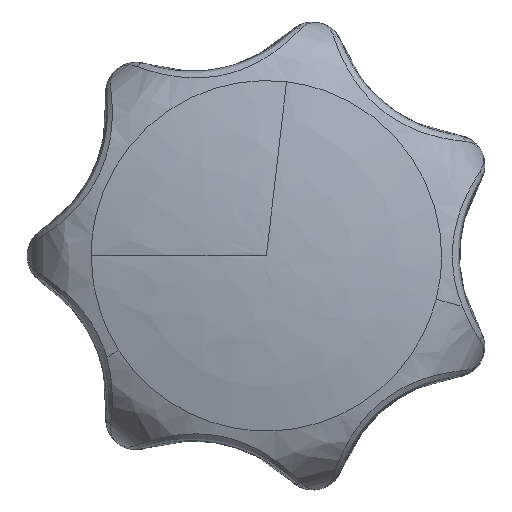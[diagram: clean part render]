
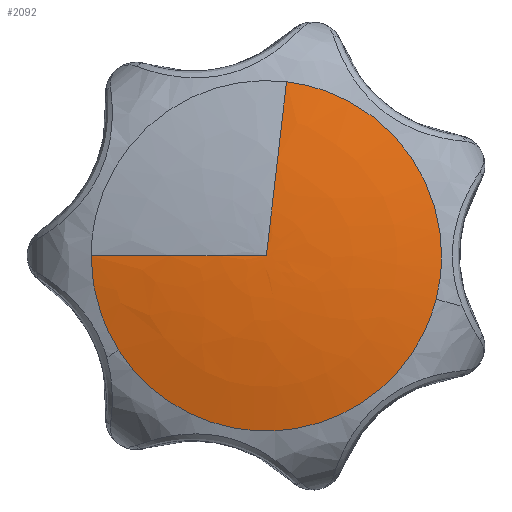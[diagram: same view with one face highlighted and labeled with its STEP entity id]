
A CAD part, top view. The second image highlights one B-rep face of the part: STEP entity #2092.
In plain terms, the highlighted free-form (B-spline) face has degree [2, 2] with [3, 7] control points.
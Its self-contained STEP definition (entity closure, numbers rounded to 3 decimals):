
#1078=CARTESIAN_POINT('',(-19.459,-12.396,37.382));
#1079=VERTEX_POINT('',#1078);
#1080=CARTESIAN_POINT('',(22.347,-5.738,37.382));
#1081=VERTEX_POINT('',#1080);
#1082=CARTESIAN_POINT('',(-19.459,-12.396,37.382));
#1083=CARTESIAN_POINT('',(-12.658,-23.072,37.382));
#1084=CARTESIAN_POINT('',(0.,-23.072,37.382));
#1085=CARTESIAN_POINT('',(17.897,-23.072,37.382));
#1086=CARTESIAN_POINT('',(22.347,-5.738,37.382));
#1094=(BOUNDED_CURVE()B_SPLINE_CURVE(2,(#1082,#1083,#1084,#1085,#1086),.UNSPECIFIED.,.F.,.U.)B_SPLINE_CURVE_WITH_KNOTS((3,2,3),(0.092,0.25,0.458),.UNSPECIFIED.)CURVE()GEOMETRIC_REPRESENTATION_ITEM()RATIONAL_B_SPLINE_CURVE((0.864,0.815,1.0,0.757,0.917))REPRESENTATION_ITEM(''));
#1095=EDGE_CURVE('',#1079,#1081,#1094,.T.);
#1485=CARTESIAN_POINT('',(-23.072,0.0,37.382));
#1486=VERTEX_POINT('',#1485);
#1487=CARTESIAN_POINT('',(-23.072,0.0,37.382));
#1488=CARTESIAN_POINT('',(-23.072,-6.725,37.382));
#1489=CARTESIAN_POINT('',(-19.459,-12.396,37.382));
#1497=(BOUNDED_CURVE()B_SPLINE_CURVE(2,(#1487,#1488,#1489),.UNSPECIFIED.,.F.,.U.)B_SPLINE_CURVE_WITH_KNOTS((3,3),(0.0,0.092),.UNSPECIFIED.)CURVE()GEOMETRIC_REPRESENTATION_ITEM()RATIONAL_B_SPLINE_CURVE((1.0,0.892,0.864))REPRESENTATION_ITEM(''));
#1498=EDGE_CURVE('',#1486,#1079,#1497,.T.);
#1500=CARTESIAN_POINT('',(2.664,22.918,37.382));
#1501=VERTEX_POINT('',#1500);
#1517=CARTESIAN_POINT('',(23.072,0.0,37.382));
#1518=VERTEX_POINT('',#1517);
#1519=CARTESIAN_POINT('',(23.072,0.0,37.382));
#1520=CARTESIAN_POINT('',(23.072,20.546,37.382));
#1521=CARTESIAN_POINT('',(2.664,22.918,37.382));
#1529=(BOUNDED_CURVE()B_SPLINE_CURVE(2,(#1519,#1520,#1521),.UNSPECIFIED.,.F.,.U.)B_SPLINE_CURVE_WITH_KNOTS((3,3),(0.5,0.73),.UNSPECIFIED.)CURVE()GEOMETRIC_REPRESENTATION_ITEM()RATIONAL_B_SPLINE_CURVE((1.0,0.731,0.957))REPRESENTATION_ITEM(''));
#1530=EDGE_CURVE('',#1518,#1501,#1529,.T.);
#1532=CARTESIAN_POINT('',(22.347,-5.738,37.382));
#1533=CARTESIAN_POINT('',(23.072,-2.915,37.382));
#1534=CARTESIAN_POINT('',(23.072,0.0,37.382));
#1542=(BOUNDED_CURVE()B_SPLINE_CURVE(2,(#1532,#1533,#1534),.UNSPECIFIED.,.F.,.U.)B_SPLINE_CURVE_WITH_KNOTS((3,3),(0.458,0.5),.UNSPECIFIED.)CURVE()GEOMETRIC_REPRESENTATION_ITEM()RATIONAL_B_SPLINE_CURVE((0.917,0.95,1.0))REPRESENTATION_ITEM(''));
#1543=EDGE_CURVE('',#1081,#1518,#1542,.T.);
#2029=CARTESIAN_POINT('',(2.797,24.066,37.096));
#2030=CARTESIAN_POINT('',(1.421,12.22,40.123));
#2031=CARTESIAN_POINT('',(0.,0.,39.995));
#2032=CARTESIAN_POINT('',(24.228,21.575,37.096));
#2033=CARTESIAN_POINT('',(12.303,10.955,40.123));
#2034=CARTESIAN_POINT('',(0.,0.0,39.995));
#2035=CARTESIAN_POINT('',(24.228,0.0,37.096));
#2036=CARTESIAN_POINT('',(12.303,0.0,40.123));
#2037=CARTESIAN_POINT('',(0.,0.0,39.995));
#2038=CARTESIAN_POINT('',(24.228,-24.228,37.096));
#2039=CARTESIAN_POINT('',(12.303,-12.303,40.123));
#2040=CARTESIAN_POINT('',(0.0,0.,39.995));
#2041=CARTESIAN_POINT('',(0.0,-24.228,37.096));
#2042=CARTESIAN_POINT('',(0.0,-12.303,40.123));
#2043=CARTESIAN_POINT('',(0.0,0.,39.995));
#2044=CARTESIAN_POINT('',(-24.228,-24.228,37.096));
#2045=CARTESIAN_POINT('',(-12.303,-12.303,40.123));
#2046=CARTESIAN_POINT('',(0.,0.0,39.995));
#2047=CARTESIAN_POINT('',(-24.228,0.0,37.096));
#2048=CARTESIAN_POINT('',(-12.303,0.0,40.123));
#2049=CARTESIAN_POINT('',(0.,0.0,39.995));
#2057=(BOUNDED_SURFACE()B_SPLINE_SURFACE(2,2,((#2029,#2032,#2035,#2038,#2041,#2044,#2047),(#2030,#2033,#2036,#2039,#2042,#2045,#2048),(#2031,#2034,#2037,#2040,#2043,#2046,#2049)),.UNSPECIFIED.,.F.,.F.,.U.)B_SPLINE_SURFACE_WITH_KNOTS((3,3),(3,2,2,3),(0.917,1.0),(0.27,0.5,0.75,1.0),.UNSPECIFIED.)GEOMETRIC_REPRESENTATION_ITEM()RATIONAL_B_SPLINE_SURFACE(((0.908,0.693,0.949,0.671,0.949,0.671,0.949),(0.924,0.706,0.966,0.683,0.966,0.683,0.966),(0.957,0.731,1.0,0.707,1.0,0.707,1.0)))REPRESENTATION_ITEM('')SURFACE());
#2058=ORIENTED_EDGE('',*,*,#1530,.T.);
#2059=CARTESIAN_POINT('',(0.,0.,39.995));
#2060=VERTEX_POINT('',#2059);
#2061=CARTESIAN_POINT('',(2.664,22.918,37.382));
#2062=CARTESIAN_POINT('',(1.351,11.62,40.117));
#2063=CARTESIAN_POINT('',(0.,0.,39.995));
#2071=(BOUNDED_CURVE()B_SPLINE_CURVE(2,(#2061,#2062,#2063),.UNSPECIFIED.,.F.,.U.)B_SPLINE_CURVE_WITH_KNOTS((3,3),(0.921,1.0),.UNSPECIFIED.)CURVE()GEOMETRIC_REPRESENTATION_ITEM()RATIONAL_B_SPLINE_CURVE((0.91,0.926,0.957))REPRESENTATION_ITEM(''));
#2072=EDGE_CURVE('',#1501,#2060,#2071,.T.);
#2073=ORIENTED_EDGE('',*,*,#2072,.T.);
#2074=CARTESIAN_POINT('',(-23.072,0.0,37.382));
#2075=CARTESIAN_POINT('',(-11.698,0.0,40.117));
#2076=CARTESIAN_POINT('',(0.,0.0,39.995));
#2084=(BOUNDED_CURVE()B_SPLINE_CURVE(2,(#2074,#2075,#2076),.UNSPECIFIED.,.F.,.U.)B_SPLINE_CURVE_WITH_KNOTS((3,3),(0.921,1.0),.UNSPECIFIED.)CURVE()GEOMETRIC_REPRESENTATION_ITEM()RATIONAL_B_SPLINE_CURVE((0.951,0.968,1.0))REPRESENTATION_ITEM(''));
#2085=EDGE_CURVE('',#1486,#2060,#2084,.T.);
#2086=ORIENTED_EDGE('',*,*,#2085,.F.);
#2087=ORIENTED_EDGE('',*,*,#1498,.T.);
#2088=ORIENTED_EDGE('',*,*,#1095,.T.);
#2089=ORIENTED_EDGE('',*,*,#1543,.T.);
#2090=EDGE_LOOP('',(#2058,#2073,#2086,#2087,#2088,#2089));
#2091=FACE_OUTER_BOUND('',#2090,.T.);
#2092=ADVANCED_FACE('',(#2091),#2057,.T.);
